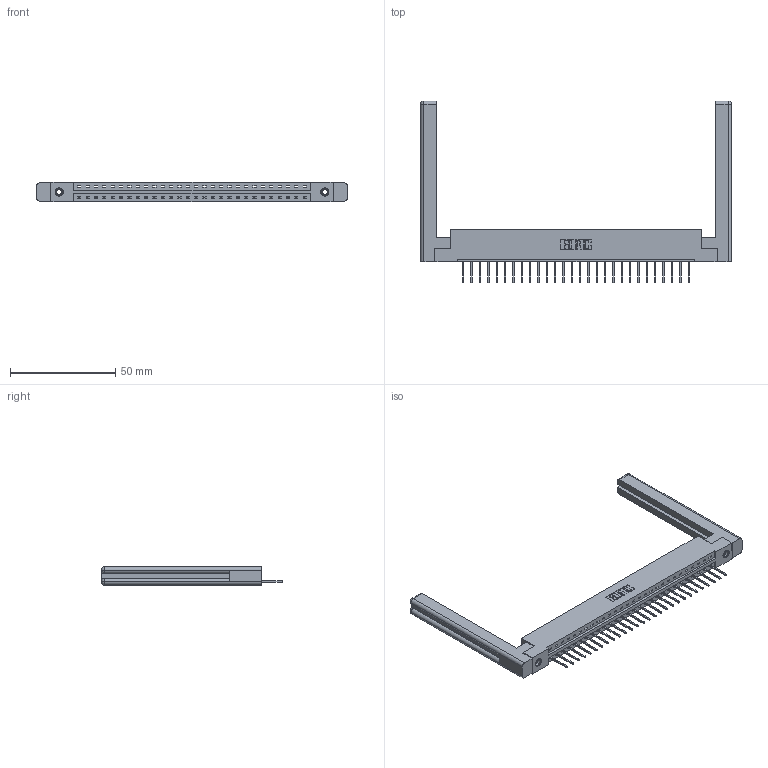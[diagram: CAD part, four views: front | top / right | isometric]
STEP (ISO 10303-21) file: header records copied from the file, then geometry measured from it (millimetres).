
FILE_DESCRIPTION (( 'STEP AP203' ), '1' );
FILE_NAME ('387-028-523-158.STEP', '2019-10-03T16:01:21', ( '' ), ( '' ), 'SwSTEP 2.0', 'SolidWorks 2016', '' );
FILE_SCHEMA (( 'CONFIG_CONTROL_DESIGN' ));
Length unit declared in the file: inch
Products named in the file (5): 337 Part_Flush Mounting Lugs - 0.156 Dia-TI; 307-220-058; 345-292-001_345-293-123; 345-250-001_345-250-001-102; 387-028-523-158
Assembly tree (33 placements, depth 2):
  387-028-523-158
    337 Part_Flush Mounting Lugs - 0.156 Dia-TI
    345-292-001_345-293-123  x28
    345-250-001_345-250-001-102  x2
    307-220-058  x2
Bounding box: 147.57 x 86.24 x 9.4 mm (x, y, z)
Volume: 22314 mm3; surface area: 20817.2 mm2
Topology: 33 solids, 33 shells, 1992 faces, 5929 edges, 3902 vertices
Faces by surface type: plane 1442, cylinder 526, cone 12, torus 12
Entity records: 25276 total; most frequent: CARTESIAN_POINT 4401, ORIENTED_EDGE 4304, DIRECTION 3752, EDGE_CURVE 2152, LINE 1976, VECTOR 1976, VERTEX_POINT 1426, AXIS2_PLACEMENT_3D 888
